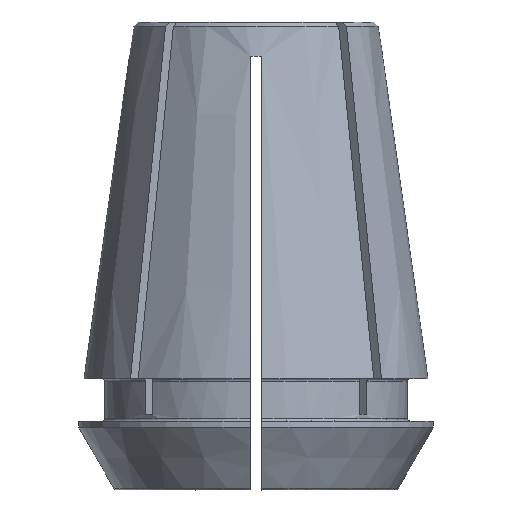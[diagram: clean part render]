
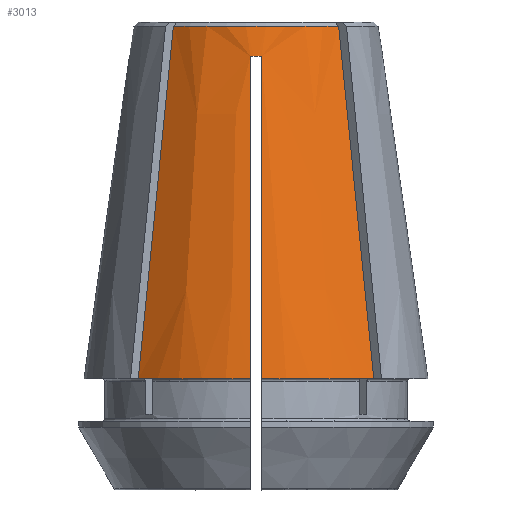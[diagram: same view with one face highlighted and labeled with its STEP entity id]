
A CAD part, front view. The second image highlights one B-rep face of the part: STEP entity #3013.
In plain terms, the highlighted conical face has half-angle 8 degrees and reference radius 8.86 mm.
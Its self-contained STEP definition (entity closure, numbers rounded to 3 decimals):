
#65=CONICAL_SURFACE('',#3273,8.86,0.14);
#122=CIRCLE('',#3148,9.211);
#199=CIRCLE('',#3274,12.5);
#200=CIRCLE('',#3275,8.902);
#201=CIRCLE('',#3276,12.5);
#1136=ORIENTED_EDGE('',*,*,#2008,.T.);
#1137=ORIENTED_EDGE('',*,*,#1709,.T.);
#1138=ORIENTED_EDGE('',*,*,#2009,.F.);
#1139=ORIENTED_EDGE('',*,*,#1839,.T.);
#1140=ORIENTED_EDGE('',*,*,#2010,.T.);
#1141=ORIENTED_EDGE('',*,*,#2011,.F.);
#1142=ORIENTED_EDGE('',*,*,#1776,.F.);
#1143=ORIENTED_EDGE('',*,*,#1796,.T.);
#1709=EDGE_CURVE('',#2190,#2189,#2486,.T.);
#1776=EDGE_CURVE('',#2250,#2252,#122,.T.);
#1796=EDGE_CURVE('',#2250,#2271,#2509,.T.);
#1839=EDGE_CURVE('',#2311,#2310,#2519,.T.);
#2008=EDGE_CURVE('',#2271,#2190,#199,.T.);
#2009=EDGE_CURVE('',#2311,#2189,#200,.T.);
#2010=EDGE_CURVE('',#2310,#2427,#201,.T.);
#2011=EDGE_CURVE('',#2252,#2427,#2551,.T.);
#2189=VERTEX_POINT('',#4439);
#2190=VERTEX_POINT('',#4447);
#2250=VERTEX_POINT('',#4649);
#2252=VERTEX_POINT('',#4652);
#2271=VERTEX_POINT('',#4707);
#2310=VERTEX_POINT('',#4838);
#2311=VERTEX_POINT('',#4846);
#2427=VERTEX_POINT('',#5299);
#2486=B_SPLINE_CURVE_WITH_KNOTS('',3,(#4440,#4441,#4442,#4443,#4444,#4445,
#4446),.UNSPECIFIED.,.F.,.F.,(4,3,4),(0.,0.022,
0.026),.UNSPECIFIED.);
#2509=B_SPLINE_CURVE_WITH_KNOTS('',3,(#4708,#4709,#4710,#4711,#4712,#4713,
#4714,#4715,#4716,#4717),.UNSPECIFIED.,.F.,.F.,(4,3,3,4),(0.014,
0.017,0.034,0.038),.UNSPECIFIED.);
#2519=B_SPLINE_CURVE_WITH_KNOTS('',3,(#4839,#4840,#4841,#4842,#4843,#4844,
#4845),.UNSPECIFIED.,.F.,.F.,(4,3,4),(0.,0.016,
0.026),.UNSPECIFIED.);
#2551=B_SPLINE_CURVE_WITH_KNOTS('',3,(#5300,#5301,#5302,#5303,#5304,#5305,
#5306,#5307,#5308,#5309),.UNSPECIFIED.,.F.,.F.,(4,3,3,4),(0.014,
0.017,0.034,0.038),.UNSPECIFIED.);
#2625=EDGE_LOOP('',(#1136,#1137,#1138,#1139,#1140,#1141,#1142,#1143));
#2785=FACE_BOUND('',#2625,.T.);
#3013=ADVANCED_FACE('',(#2785),#65,.T.);
#3148=AXIS2_PLACEMENT_3D('',#4651,#3567,#3568);
#3273=AXIS2_PLACEMENT_3D('',#5295,#3925,#3926);
#3274=AXIS2_PLACEMENT_3D('',#5296,#3927,#3928);
#3275=AXIS2_PLACEMENT_3D('',#5297,#3929,#3930);
#3276=AXIS2_PLACEMENT_3D('',#5298,#3931,#3932);
#3567=DIRECTION('',(0.,0.,-1.));
#3568=DIRECTION('',(-1.,0.,0.));
#3925=DIRECTION('',(0.,0.,-1.));
#3926=DIRECTION('',(-1.,0.,0.));
#3927=DIRECTION('',(0.,0.,1.));
#3928=DIRECTION('',(1.,0.,0.));
#3929=DIRECTION('',(0.,0.,1.));
#3930=DIRECTION('',(1.,0.,0.));
#3931=DIRECTION('',(0.,0.,1.));
#3932=DIRECTION('',(1.,0.,0.));
#4439=CARTESIAN_POINT('',(6.005,-6.571,28.703));
#4440=CARTESIAN_POINT('',(8.551,-9.117,3.1));
#4441=CARTESIAN_POINT('',(7.831,-8.397,10.344));
#4442=CARTESIAN_POINT('',(7.111,-7.677,17.588));
#4443=CARTESIAN_POINT('',(6.39,-6.956,24.832));
#4444=CARTESIAN_POINT('',(6.262,-6.828,26.122));
#4445=CARTESIAN_POINT('',(6.134,-6.699,27.413));
#4446=CARTESIAN_POINT('',(6.005,-6.571,28.703));
#4447=CARTESIAN_POINT('',(8.551,-9.117,3.1));
#4649=CARTESIAN_POINT('',(0.4,-9.203,26.5));
#4651=CARTESIAN_POINT('',(0.,0.,26.5));
#4652=CARTESIAN_POINT('',(-0.4,-9.203,26.5));
#4707=CARTESIAN_POINT('',(0.4,-12.494,3.1));
#4708=CARTESIAN_POINT('',(0.4,-9.203,26.5));
#4709=CARTESIAN_POINT('',(0.4,-9.341,25.513));
#4710=CARTESIAN_POINT('',(0.4,-9.48,24.527));
#4711=CARTESIAN_POINT('',(0.4,-9.619,23.54));
#4712=CARTESIAN_POINT('',(0.4,-10.404,17.961));
#4713=CARTESIAN_POINT('',(0.4,-11.188,12.381));
#4714=CARTESIAN_POINT('',(0.4,-11.973,6.802));
#4715=CARTESIAN_POINT('',(0.4,-12.147,5.568));
#4716=CARTESIAN_POINT('',(0.4,-12.32,4.334));
#4717=CARTESIAN_POINT('',(0.4,-12.494,3.1));
#4838=CARTESIAN_POINT('',(-8.551,-9.117,3.1));
#4839=CARTESIAN_POINT('',(-6.005,-6.571,28.703));
#4840=CARTESIAN_POINT('',(-6.518,-7.084,23.544));
#4841=CARTESIAN_POINT('',(-7.031,-7.597,18.386));
#4842=CARTESIAN_POINT('',(-7.544,-8.11,13.227));
#4843=CARTESIAN_POINT('',(-7.88,-8.446,9.851));
#4844=CARTESIAN_POINT('',(-8.216,-8.782,6.476));
#4845=CARTESIAN_POINT('',(-8.551,-9.117,3.1));
#4846=CARTESIAN_POINT('',(-6.005,-6.571,28.703));
#5295=CARTESIAN_POINT('',(0.,0.,29.));
#5296=CARTESIAN_POINT('',(0.,0.,3.1));
#5297=CARTESIAN_POINT('',(0.,0.,28.703));
#5298=CARTESIAN_POINT('',(0.,0.,3.1));
#5299=CARTESIAN_POINT('',(-0.4,-12.494,3.1));
#5300=CARTESIAN_POINT('',(-0.4,-9.203,26.5));
#5301=CARTESIAN_POINT('',(-0.4,-9.341,25.513));
#5302=CARTESIAN_POINT('',(-0.4,-9.48,24.527));
#5303=CARTESIAN_POINT('',(-0.4,-9.619,23.54));
#5304=CARTESIAN_POINT('',(-0.4,-10.404,17.961));
#5305=CARTESIAN_POINT('',(-0.4,-11.188,12.381));
#5306=CARTESIAN_POINT('',(-0.4,-11.973,6.802));
#5307=CARTESIAN_POINT('',(-0.4,-12.147,5.568));
#5308=CARTESIAN_POINT('',(-0.4,-12.32,4.334));
#5309=CARTESIAN_POINT('',(-0.4,-12.494,3.1));
